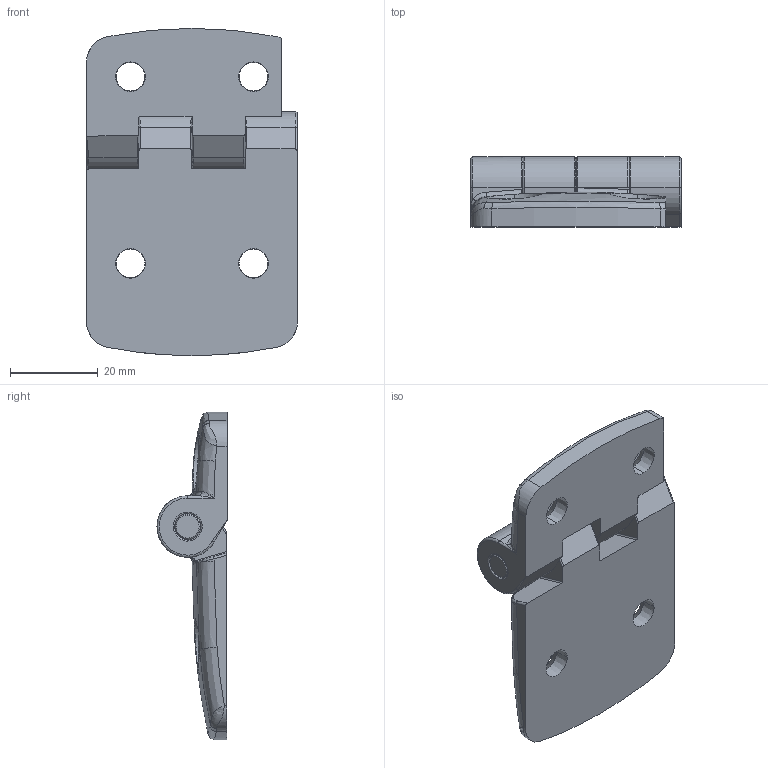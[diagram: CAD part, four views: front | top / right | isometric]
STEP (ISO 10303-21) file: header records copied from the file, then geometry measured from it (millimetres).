
FILE_DESCRIPTION (( 'STEP AP214' ), '1' );
FILE_NAME ('095k2550f00.STEP', '2014-08-25T13:04:23', ( '' ), ( '' ), 'SwSTEP 2.0', 'SolidWorks 2014', '' );
FILE_SCHEMA (( 'AUTOMOTIVE_DESIGN' ));
Length unit declared in the file: millimetre
Products named in the file (1): 095k2550f00
Bounding box: 48 x 15.95 x 74.5 mm (x, y, z)
Volume: 24476.2 mm3; surface area: 13841.8 mm2
Topology: 7 solids, 7 shells, 413 faces, 1049 edges, 636 vertices
Faces by surface type: plane 196, cylinder 116, bspline 80, cone 21
Entity records: 19996 total; most frequent: CARTESIAN_POINT 6102, ORIENTED_EDGE 2074, DIRECTION 1775, EDGE_CURVE 1037, AXIS2_PLACEMENT_3D 668, VERTEX_POINT 636, VECTOR 439, LINE 439
